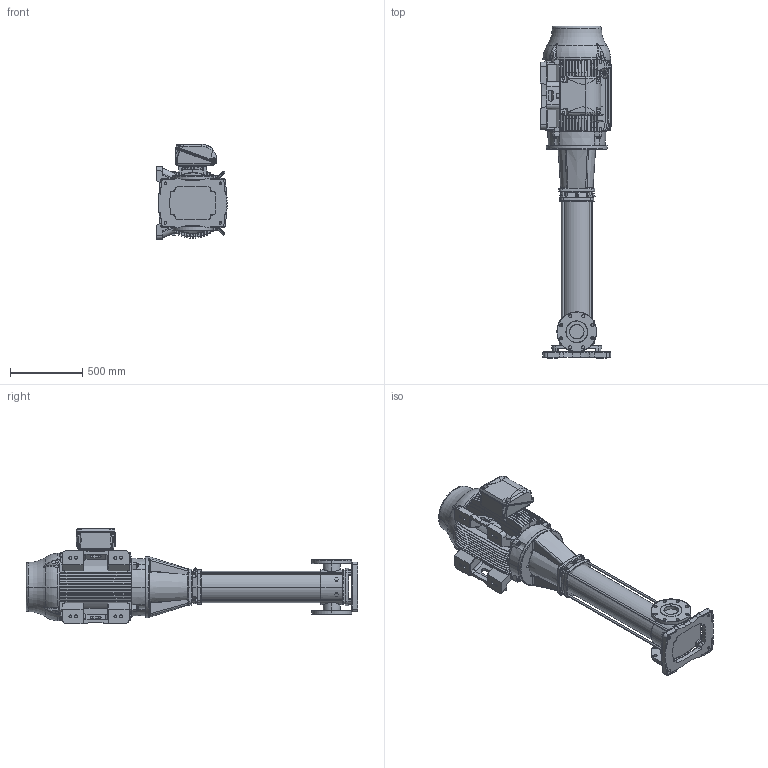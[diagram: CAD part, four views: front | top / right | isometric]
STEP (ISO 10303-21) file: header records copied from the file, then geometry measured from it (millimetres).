
FILE_DESCRIPTION (( 'STEP AP203' ), '1' );
FILE_NAME ('3303165 - MVI-600-5_2-100 HP-405TSC-304-E-230_460.step', '2022-03-30T20:21:50', ( '' ), ( '' ), 'SwSTEP 2.0', 'SolidWorks 2021', '' );
FILE_SCHEMA (( 'CONFIG_CONTROL_DESIGN' ));
Length unit declared in the file: inch
Products named in the file (5): SBI(N)120-5-2; 3303165 - MVI-600-5_2-100 HP-405TSC-304-E-230_460; 2704076 - NEMA V2 100HP 404_5TSC 460~3 TEFC; TEFC MOTOR_2704076 - NEMA V2 100HP 404_5TSC 460~3 TEFC; MVI PEO - [304-EPDM]_3304165 - MVI-600-5_2-100 HP-405TSC-304-E-S
Assembly tree (4 placements, depth 3):
  3303165 - MVI-600-5_2-100 HP-405TSC-304-E-230_460
    MVI PEO - [304-EPDM]_3304165 - MVI-600-5_2-100 HP-405TSC-304-E-S
      SBI(N)120-5-2
    TEFC MOTOR_2704076 - NEMA V2 100HP 404_5TSC 460~3 TEFC
      2704076 - NEMA V2 100HP 404_5TSC 460~3 TEFC
Bounding box: 497 x 2297.15 x 659.31 mm (x, y, z)
Volume: 203023402.5 mm3; surface area: 7411549.6 mm2
Topology: 20 solids, 48 shells, 3693 faces, 9617 edges, 6107 vertices
Faces by surface type: plane 1464, cone 858, cylinder 677, bspline 639, torus 45, sphere 10
Entity records: 195676 total; most frequent: CARTESIAN_POINT 110854, ORIENTED_EDGE 19070, DIRECTION 15559, EDGE_CURVE 9535, VERTEX_POINT 6104, AXIS2_PLACEMENT_3D 5758, LINE 4043, VECTOR 4043
